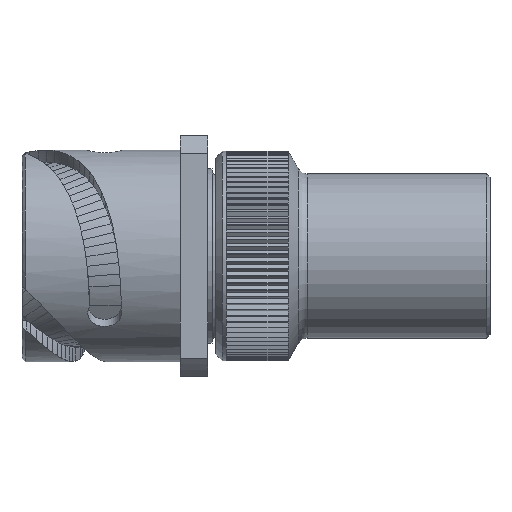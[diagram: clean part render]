
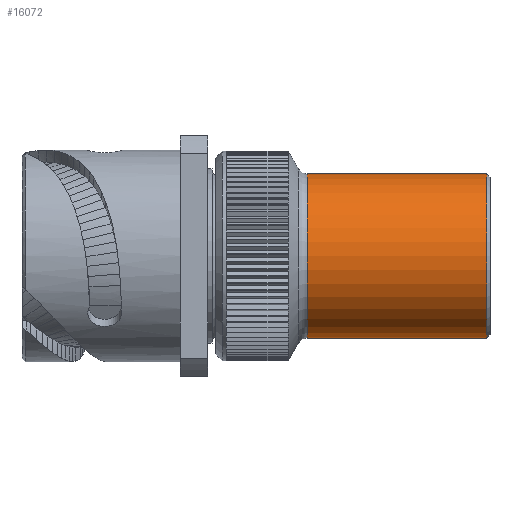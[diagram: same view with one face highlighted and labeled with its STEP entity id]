
A CAD part, top view. The second image highlights one B-rep face of the part: STEP entity #16072.
In plain terms, the highlighted cylindrical face has radius 12 mm (diameter 24 mm), a partial arc.
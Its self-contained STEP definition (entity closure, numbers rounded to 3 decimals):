
#45=CARTESIAN_POINT('',(39.5,0.,0.));
#46=DIRECTION('',(1.,0.,0.));
#47=DIRECTION('',(0.,1.,0.));
#48=AXIS2_PLACEMENT_3D('',#45,#46,#47);
#50=DIRECTION('',(-1.,0.,0.));
#51=VECTOR('',#50,26.158);
#52=CARTESIAN_POINT('',(39.5,12.,0.));
#53=LINE('1187',#52,#51);
#54=DIRECTION('',(-1.,0.,0.));
#55=VECTOR('',#54,26.158);
#56=CARTESIAN_POINT('',(39.5,-12.,0.));
#57=LINE('1189',#56,#55);
#78=CARTESIAN_POINT('',(13.342,0.,0.));
#79=DIRECTION('',(1.,0.,0.));
#80=DIRECTION('',(0.,1.,0.));
#81=AXIS2_PLACEMENT_3D('',#78,#79,#80);
#13281=CARTESIAN_POINT('',(39.5,12.,0.));
#13282=CARTESIAN_POINT('',(13.342,12.,0.));
#13283=VERTEX_POINT('',#13281);
#13284=VERTEX_POINT('',#13282);
#13289=CARTESIAN_POINT('',(39.5,-12.,0.));
#13290=CARTESIAN_POINT('',(13.342,-12.,0.));
#13291=VERTEX_POINT('',#13289);
#13292=VERTEX_POINT('',#13290);
#16058=CARTESIAN_POINT('',(-2.,0.,0.));
#16059=DIRECTION('',(1.,0.,0.));
#16060=DIRECTION('',(0.,-1.,0.));
#16061=AXIS2_PLACEMENT_3D('',#16058,#16059,#16060);
#16062=CYLINDRICAL_SURFACE('246',#16061,12.);
#16064=ORIENTED_EDGE('1187',*,*,#16063,.F.);
#16065=ORIENTED_EDGE('1244',*,*,#16046,.T.);
#16067=ORIENTED_EDGE('1189',*,*,#16066,.T.);
#16069=ORIENTED_EDGE('1237',*,*,#16068,.F.);
#16070=EDGE_LOOP('246',(#16064,#16065,#16067,#16069));
#16071=FACE_OUTER_BOUND('246',#16070,.F.);
#49=CIRCLE('1244',#48,12.);
#82=CIRCLE('1237',#81,12.);
#16046=EDGE_CURVE('1244',#13283,#13291,#49,.T.);
#16063=EDGE_CURVE('1187',#13283,#13284,#53,.T.);
#16066=EDGE_CURVE('1189',#13291,#13292,#57,.T.);
#16068=EDGE_CURVE('1237',#13284,#13292,#82,.T.);
#16072=ADVANCED_FACE('246',(#16071),#16062,.T.);
